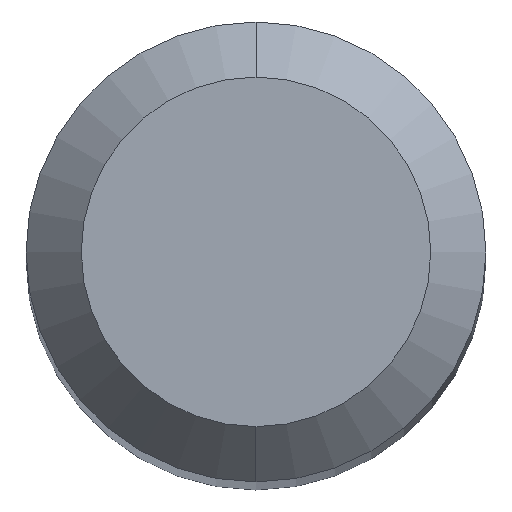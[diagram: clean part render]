
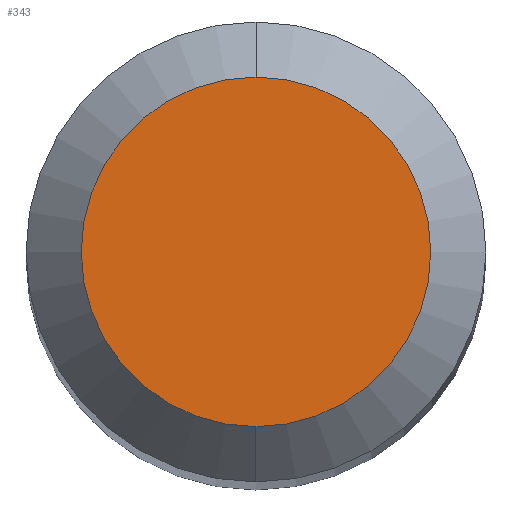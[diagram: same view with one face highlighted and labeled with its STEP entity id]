
A CAD part, top view. The second image highlights one B-rep face of the part: STEP entity #343.
In plain terms, the highlighted planar face has unit normal (0, 0, 1).
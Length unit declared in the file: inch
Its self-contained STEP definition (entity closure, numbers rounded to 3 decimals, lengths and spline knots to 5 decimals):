
#12 = ORIENTED_EDGE ( 'NONE', *, *, #318, .T. ) ;
#16 = FACE_OUTER_BOUND ( 'NONE', #376, .T. ) ;
#59 = CARTESIAN_POINT ( 'NONE',  ( 0., 0., 0. ) ) ;
#69 = CARTESIAN_POINT ( 'NONE',  ( 0., 0.0475, 0. ) ) ;
#110 = AXIS2_PLACEMENT_3D ( 'NONE', #168, #562, #340 ) ;
#130 = EDGE_CURVE ( 'NONE', #150, #442, #169, .T. ) ;
#150 = VERTEX_POINT ( 'NONE', #232 ) ;
#153 = DIRECTION ( 'NONE',  ( 0., 0., 1. ) ) ;
#158 = ORIENTED_EDGE ( 'NONE', *, *, #130, .T. ) ;
#168 = CARTESIAN_POINT ( 'NONE',  ( 0., 0., 0. ) ) ;
#169 = CIRCLE ( 'NONE', #110, 0.0475 ) ;
#208 = CIRCLE ( 'NONE', #515, 0.0475 ) ;
#232 = CARTESIAN_POINT ( 'NONE',  ( 0., 0.0475, 0. ) ) ;
#318 = EDGE_CURVE ( 'NONE', #442, #150, #208, .T. ) ;
#336 = AXIS2_PLACEMENT_3D ( 'NONE', #69, #541, #535 ) ;
#340 = DIRECTION ( 'NONE',  ( 0., -1., 0. ) ) ;
#343 = ADVANCED_FACE ( 'NONE', ( #16 ), #370, .F. ) ;
#370 = PLANE ( 'NONE',  #336 ) ;
#373 = DIRECTION ( 'NONE',  ( 0., -1., 0. ) ) ;
#376 = EDGE_LOOP ( 'NONE', ( #158, #12 ) ) ;
#415 = CARTESIAN_POINT ( 'NONE',  ( 0., -0.0475, 0. ) ) ;
#442 = VERTEX_POINT ( 'NONE', #415 ) ;
#515 = AXIS2_PLACEMENT_3D ( 'NONE', #59, #153, #373 ) ;
#535 = DIRECTION ( 'NONE',  ( 0., 1., 0. ) ) ;
#541 = DIRECTION ( 'NONE',  ( 0., 0., -1. ) ) ;
#562 = DIRECTION ( 'NONE',  ( 0., 0., 1. ) ) ;
